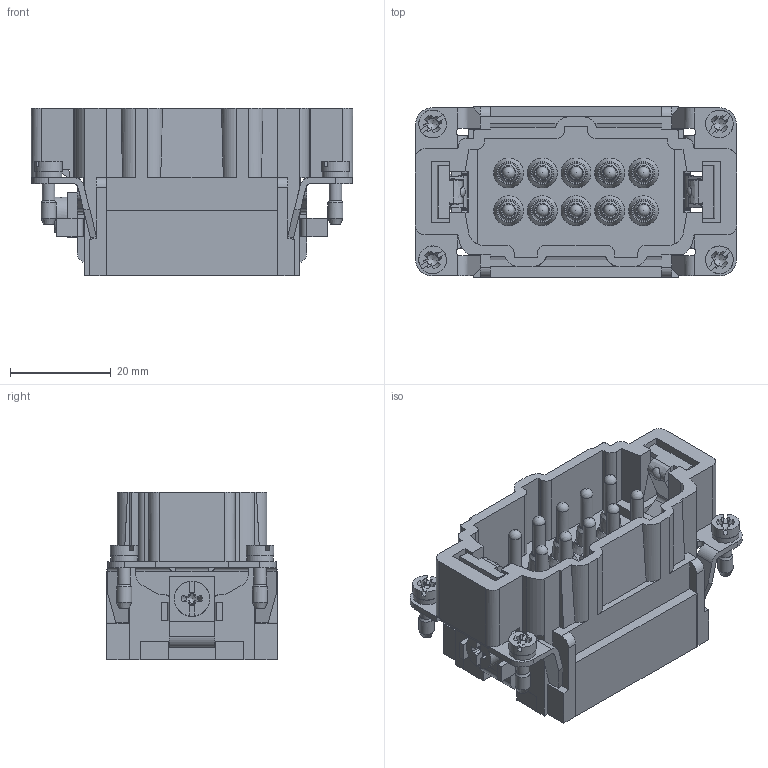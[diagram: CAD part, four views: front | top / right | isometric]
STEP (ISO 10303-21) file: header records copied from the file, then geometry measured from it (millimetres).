
FILE_DESCRIPTION(/* description */ (''),/* implementation_level */ '2;1');
FILE_NAME(/* name */ 'HE-010-MS.stp',/* time_stamp */ '2023-02-09T00:39:30+08:00',/* author */ (''),/* organization */ (''),/* preprocessor_version */ 'ST-DEVELOPER v16',/* originating_system */ 'SIEMENS PLM Software NX 10.0',/* authorisation */ '');
FILE_SCHEMA (('AUTOMOTIVE_DESIGN { 1 0 10303 214 3 1 1 1 }'));
Length unit declared in the file: millimetre
Products named in the file (1): Admi0A2C26ACrpf6
Bounding box: 63.85 x 34 x 33.35 mm (x, y, z)
Volume: 33552.4 mm3; surface area: 17918.9 mm2
Topology: 1 solids, 1 shells, 765 faces, 2099 edges, 1372 vertices
Faces by surface type: plane 536, cylinder 124, cone 63, bspline 28, sphere 14
Full cylindrical faces by diameter (mm): 0.6 x2, 2.349 x2, 2.5 x14, 2.519 x2, 3 x4, 3.242 x1, 5.3 x4, 5.4 x10, 5.5 x4, 7 x1
Entity records: 23761 total; most frequent: CARTESIAN_POINT 5336, ORIENTED_EDGE 3868, DIRECTION 3619, EDGE_CURVE 1934, LINE 1351, VECTOR 1351, VERTEX_POINT 1313, AXIS2_PLACEMENT_3D 1134
